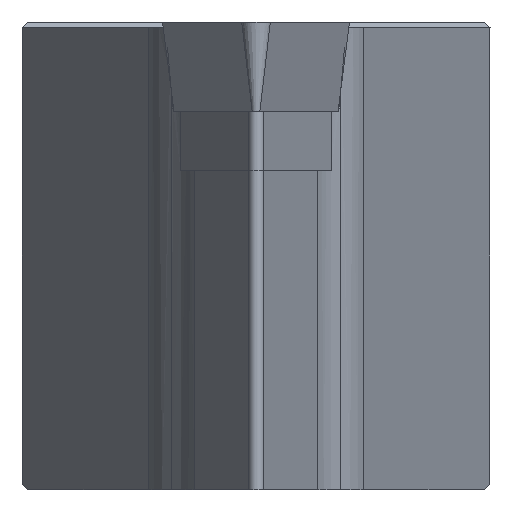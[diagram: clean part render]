
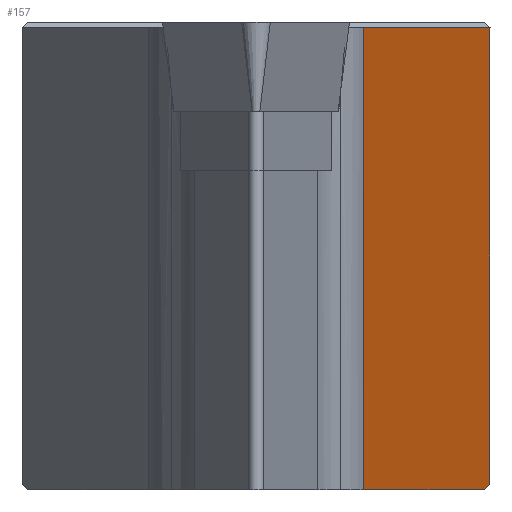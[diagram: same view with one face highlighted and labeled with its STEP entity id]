
A CAD part, left-side view. The second image highlights one B-rep face of the part: STEP entity #157.
In plain terms, the highlighted planar face has unit normal (-0.301, -0.954, 0).
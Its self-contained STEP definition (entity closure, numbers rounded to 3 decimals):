
#157=ADVANCED_FACE('',(#235),#195,.F.);
#195=PLANE('',#873);
#235=FACE_OUTER_BOUND('',#278,.T.);
#278=EDGE_LOOP('',(#418,#419,#420,#421,#422));
#418=ORIENTED_EDGE('',*,*,#593,.T.);
#419=ORIENTED_EDGE('',*,*,#612,.F.);
#420=ORIENTED_EDGE('',*,*,#607,.F.);
#421=ORIENTED_EDGE('',*,*,#627,.F.);
#422=ORIENTED_EDGE('',*,*,#584,.F.);
#517=VERTEX_POINT('',#1149);
#518=VERTEX_POINT('',#1151);
#525=VERTEX_POINT('',#1167);
#534=VERTEX_POINT('',#1194);
#536=VERTEX_POINT('',#1197);
#584=EDGE_CURVE('',#517,#518,#680,.T.);
#593=EDGE_CURVE('',#517,#525,#686,.T.);
#607=EDGE_CURVE('',#534,#536,#694,.T.);
#612=EDGE_CURVE('',#536,#525,#699,.T.);
#627=EDGE_CURVE('',#518,#534,#714,.T.);
#680=LINE('',#1150,#761);
#686=LINE('',#1168,#767);
#694=LINE('',#1196,#775);
#699=LINE('',#1204,#780);
#714=LINE('',#1234,#795);
#761=VECTOR('',#932,1.);
#767=VECTOR('',#946,1.);
#775=VECTOR('',#974,1.);
#780=VECTOR('',#981,1.);
#795=VECTOR('',#1006,1.);
#873=AXIS2_PLACEMENT_3D('',#1257,#1040,#1041);
#932=DIRECTION('',(0.954,-0.301,0.));
#946=DIRECTION('',(0.,0.,-1.));
#974=DIRECTION('',(-0.913,0.288,-0.288));
#981=DIRECTION('',(-0.954,0.301,0.));
#1006=DIRECTION('',(0.,0.,-1.));
#1040=DIRECTION('',(0.301,0.954,0.));
#1041=DIRECTION('',(-0.954,0.301,0.));
#1149=CARTESIAN_POINT('',(18.223,-18.246,-0.3));
#1150=CARTESIAN_POINT('',(39.645,-25.,-0.3));
#1151=CARTESIAN_POINT('',(39.645,-25.,-0.3));
#1167=CARTESIAN_POINT('',(18.223,-18.246,-25.));
#1168=CARTESIAN_POINT('',(18.223,-18.246,-40.));
#1194=CARTESIAN_POINT('',(39.645,-25.,-24.7));
#1196=CARTESIAN_POINT('',(35.621,-23.731,-25.969));
#1197=CARTESIAN_POINT('',(38.693,-24.7,-25.));
#1204=CARTESIAN_POINT('',(39.645,-25.,-25.));
#1234=CARTESIAN_POINT('',(39.645,-25.,-40.));
#1257=CARTESIAN_POINT('',(39.645,-25.,-40.));
